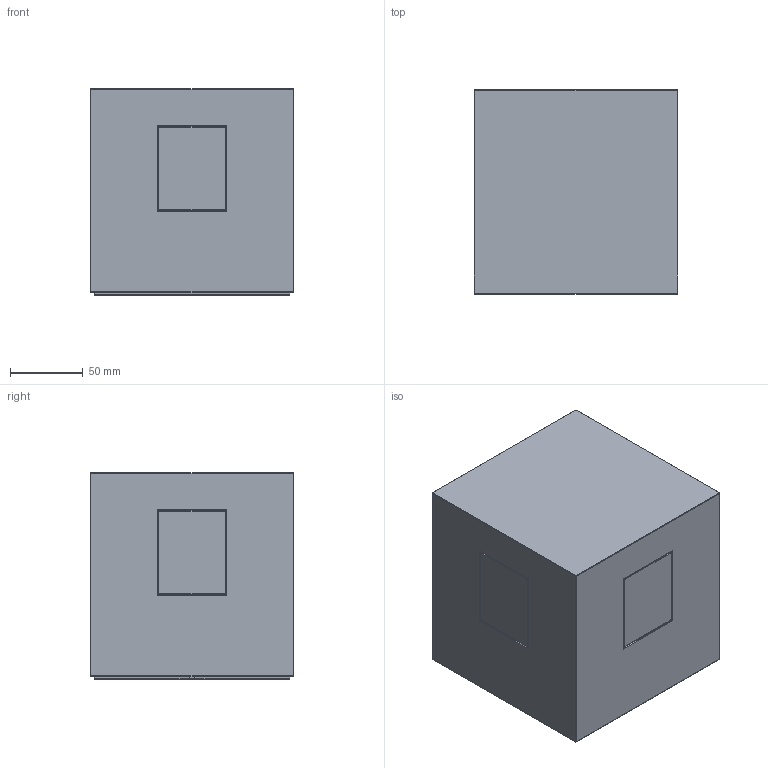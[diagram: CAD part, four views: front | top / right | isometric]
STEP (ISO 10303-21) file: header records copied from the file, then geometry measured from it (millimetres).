
FILE_DESCRIPTION(/* description */ (''),/* implementation_level */ '2;1');
FILE_NAME(/* name */ 'Effetto_Squared_4finestre DEF',/* time_stamp */ '2012-06-22T17:49:15+02:00',/* author */ (''),/* organization */ (''),/* preprocessor_version */ 'ST-DEVELOPER v10',/* originating_system */ '',/* authorisation */ '');
FILE_SCHEMA (('CONFIG_CONTROL_DESIGN'));
Length unit declared in the file: millimetre
Products named in the file (1): 1
Bounding box: 140 x 140 x 142 mm (x, y, z)
Volume: 3248.2 mm3; surface area: 188139 mm2
Topology: 1 solids, 7 shells, 426 faces, 1010 edges, 525 vertices
Faces by surface type: bspline 349, plane 77
Entity records: 14912 total; most frequent: CARTESIAN_POINT 9439, ORIENTED_EDGE 1796, EDGE_CURVE 931, B_SPLINE_CURVE_WITH_KNOTS 537, VERTEX_POINT 525, EDGE_LOOP 444, ADVANCED_FACE 426, FACE_OUTER_BOUND 426
